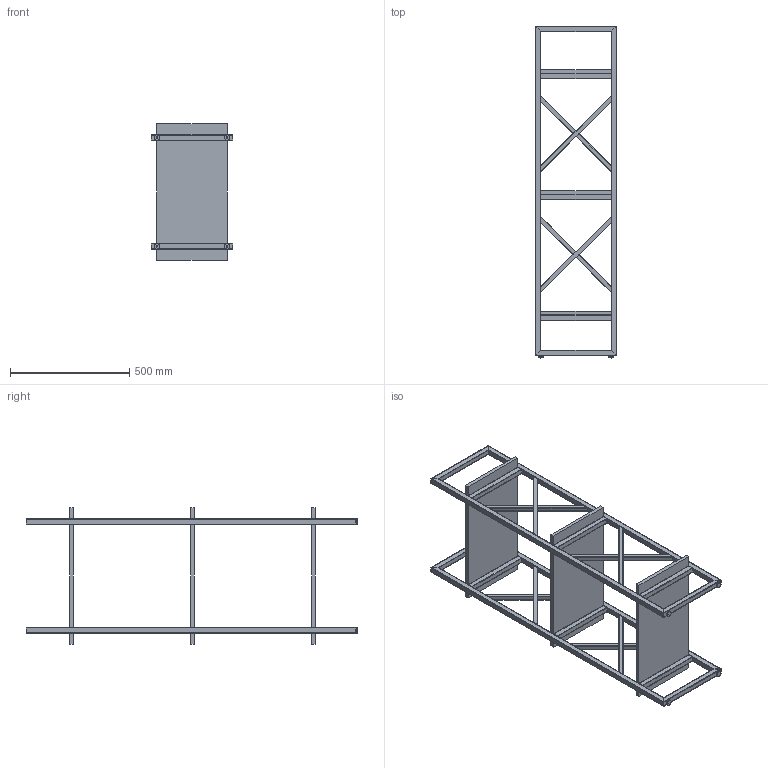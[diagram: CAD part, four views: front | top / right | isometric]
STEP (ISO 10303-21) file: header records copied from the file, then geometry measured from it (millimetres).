
FILE_DESCRIPTION(('FreeCAD Model'),'2;1');
FILE_NAME('Open CASCADE Shape Model','2025-05-01T01:28:51',('FreeCAD'),( 'FreeCAD'),'Open CASCADE STEP processor 7.6','FreeCAD','Unknown');
FILE_SCHEMA(('AUTOMOTIVE_DESIGN { 1 0 10303 214 1 1 1 1 }'));
Length unit declared in the file: millimetre
Products named in the file (1): Open CASCADE STEP translator 7.6 1
Bounding box: 340.85 x 1391.04 x 571.15 mm (x, y, z)
Volume: 8338340.9 mm3; surface area: 3016048 mm2
Topology: 33 solids, 33 shells, 506 faces, 1308 edges, 872 vertices
Faces by surface type: bspline 506
Entity records: 14210 total; most frequent: CARTESIAN_POINT 6537, ORIENTED_EDGE 2616, EDGE_CURVE 1308, B_SPLINE_CURVE_WITH_KNOTS 876, VERTEX_POINT 872, FACE_BOUND 562, EDGE_LOOP 562, ADVANCED_FACE 506
